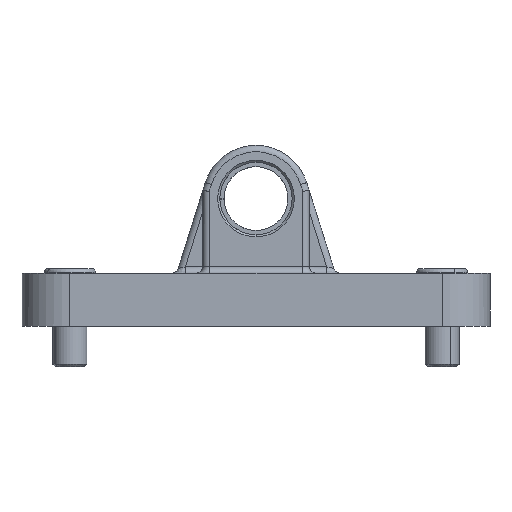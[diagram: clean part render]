
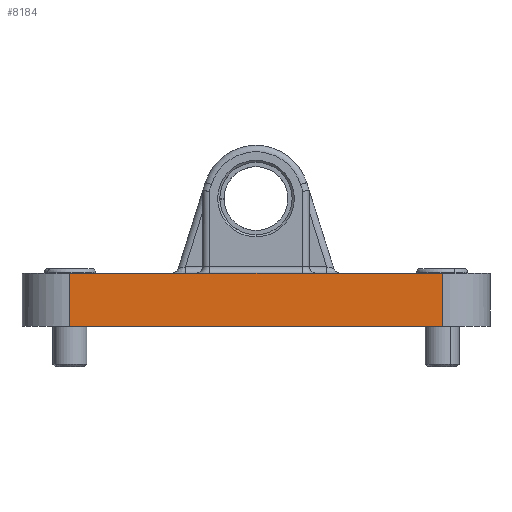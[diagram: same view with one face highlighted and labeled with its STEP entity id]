
A CAD part, left-side view. The second image highlights one B-rep face of the part: STEP entity #8184.
In plain terms, the highlighted planar face has unit normal (-1, 0, 0).
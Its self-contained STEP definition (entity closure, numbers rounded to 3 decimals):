
#62 = ORIENTED_EDGE ( 'NONE', *, *, #15536, .T. ) ;
#146 = ORIENTED_EDGE ( 'NONE', *, *, #6872, .F. ) ;
#249 = CARTESIAN_POINT ( 'NONE',  ( -110., -110., 25. ) ) ;
#281 = VECTOR ( 'NONE', #439, 1000. ) ;
#439 = DIRECTION ( 'NONE',  ( 0., -1., 0. ) ) ;
#564 = VECTOR ( 'NONE', #7610, 1000. ) ;
#1190 = EDGE_CURVE ( 'NONE', #14259, #8552, #15955, .T. ) ;
#1670 = PLANE ( 'NONE',  #13754 ) ;
#2150 = CARTESIAN_POINT ( 'NONE',  ( -110., 87.5, 25. ) ) ;
#2672 = CARTESIAN_POINT ( 'NONE',  ( -110., -87.5, 0. ) ) ;
#2748 = DIRECTION ( 'NONE',  ( 1., 0., 0. ) ) ;
#3843 = ORIENTED_EDGE ( 'NONE', *, *, #6697, .T. ) ;
#5519 = CARTESIAN_POINT ( 'NONE',  ( -110., -110., 25. ) ) ;
#6255 = CARTESIAN_POINT ( 'NONE',  ( -110., -87.5, 25. ) ) ;
#6351 = LINE ( 'NONE', #2150, #564 ) ;
#6697 = EDGE_CURVE ( 'NONE', #12946, #12367, #6351, .T. ) ;
#6751 = DIRECTION ( 'NONE',  ( 0., -1., 0. ) ) ;
#6872 = EDGE_CURVE ( 'NONE', #12946, #8552, #10199, .T. ) ;
#7610 = DIRECTION ( 'NONE',  ( 0., 0., -1. ) ) ;
#8184 = ADVANCED_FACE ( 'NONE', ( #13922 ), #1670, .F. ) ;
#8552 = VERTEX_POINT ( 'NONE', #6255 ) ;
#8707 = CARTESIAN_POINT ( 'NONE',  ( -110., 87.5, 25. ) ) ;
#10199 = LINE ( 'NONE', #249, #281 ) ;
#10980 = LINE ( 'NONE', #11060, #15679 ) ;
#11060 = CARTESIAN_POINT ( 'NONE',  ( -110., -110., 0. ) ) ;
#11179 = CARTESIAN_POINT ( 'NONE',  ( -110., 87.5, 0. ) ) ;
#12194 = CARTESIAN_POINT ( 'NONE',  ( -110., -87.5, 25. ) ) ;
#12367 = VERTEX_POINT ( 'NONE', #11179 ) ;
#12551 = VECTOR ( 'NONE', #16216, 1000. ) ;
#12588 = DIRECTION ( 'NONE',  ( 0., 0., -1. ) ) ;
#12946 = VERTEX_POINT ( 'NONE', #8707 ) ;
#13334 = EDGE_LOOP ( 'NONE', ( #13800, #146, #3843, #62 ) ) ;
#13754 = AXIS2_PLACEMENT_3D ( 'NONE', #5519, #2748, #12588 ) ;
#13800 = ORIENTED_EDGE ( 'NONE', *, *, #1190, .T. ) ;
#13922 = FACE_OUTER_BOUND ( 'NONE', #13334, .T. ) ;
#14259 = VERTEX_POINT ( 'NONE', #2672 ) ;
#15536 = EDGE_CURVE ( 'NONE', #12367, #14259, #10980, .T. ) ;
#15679 = VECTOR ( 'NONE', #6751, 1000. ) ;
#15955 = LINE ( 'NONE', #12194, #12551 ) ;
#16216 = DIRECTION ( 'NONE',  ( 0., 0., 1. ) ) ;
